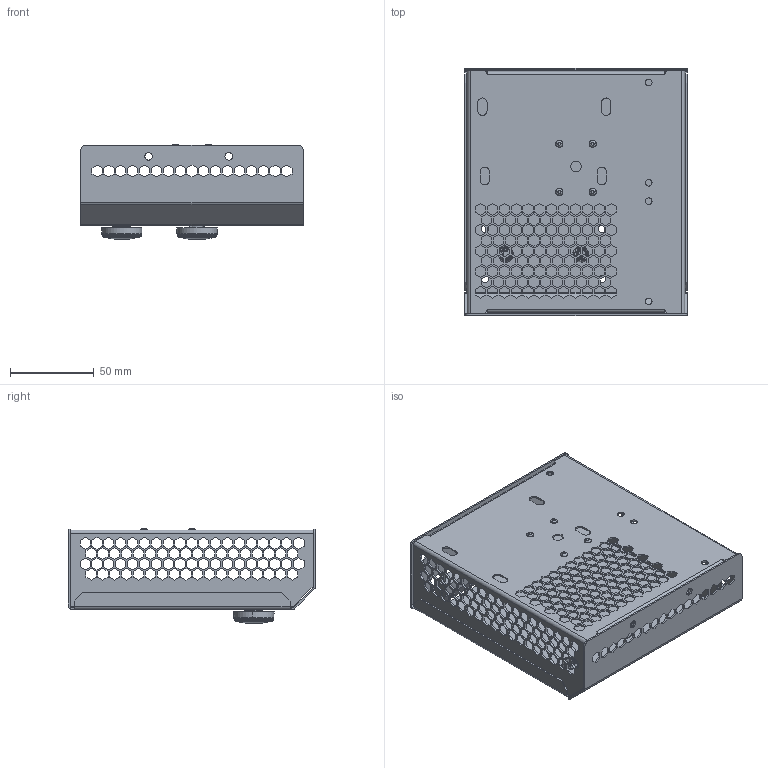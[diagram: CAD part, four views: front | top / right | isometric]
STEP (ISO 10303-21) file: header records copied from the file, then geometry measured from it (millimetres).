
FILE_DESCRIPTION((''),'2;1');
FILE_NAME('TC7800-COMPLETE-V2_ASM_1_ASM','2019-09-11T12:56:56',('briang'),(''),'CREO PARAMETRIC BY PTC INC, 2018500','CREO PARAMETRIC BY PTC INC, 2018500','');
FILE_SCHEMA(('CONFIG_CONTROL_DESIGN'));
Products named in the file (12): TC7800_HOUSINGV2_1; TC7800_HOUSINGV2_ASM_1_ASM; 4_POLE_SCREW_TYPE_CONNECTOR_1; TC7800-J3_ASM_1_ASM; TC7800-J1_ASM_1_ASM; TC7800_PCB_ASM_1_ASM; VEROBOARD_ELECTRICAL_ASM_1_ASM; TC7800-COVERV2_2_1; TC7800-COVERV2_ASM_1_ASM; KNOB-41621-BIMET-DEG-C_1; KNOB-41621-CO-DEG-C_1; TC7800-COMPLETE-V2_ASM_1_ASM
Assembly tree (12 placements, depth 5):
  TC7800-COMPLETE-V2_ASM_1_ASM
    TC7800_HOUSINGV2_ASM_1_ASM
      TC7800_HOUSINGV2_1
    VEROBOARD_ELECTRICAL_ASM_1_ASM
      TC7800_PCB_ASM_1_ASM
        TC7800-J3_ASM_1_ASM
          4_POLE_SCREW_TYPE_CONNECTOR_1
        TC7800-J1_ASM_1_ASM
          4_POLE_SCREW_TYPE_CONNECTOR_1
    TC7800-COVERV2_ASM_1_ASM
      TC7800-COVERV2_2_1
    KNOB-41621-BIMET-DEG-C_1
    KNOB-41621-CO-DEG-C_1
Bounding box: 133 x 148 x 57.05 mm (x, y, z)
Volume: 64106.3 mm3; surface area: 129063.3 mm2
Topology: 6 solids, 12 shells, 4200 faces, 12444 edges, 8294 vertices
Faces by surface type: plane 3182, bspline 692, cylinder 190, cone 102, torus 34
Entity records: 162870 total; most frequent: CARTESIAN_POINT 59975, ORIENTED_EDGE 24592, DIRECTION 15904, EDGE_CURVE 12302, VERTEX_POINT 8202, VECTOR 7234, LINE 7234, EDGE_LOOP 4776
